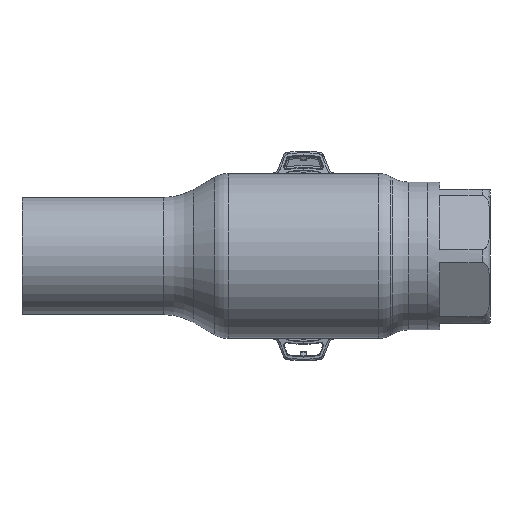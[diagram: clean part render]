
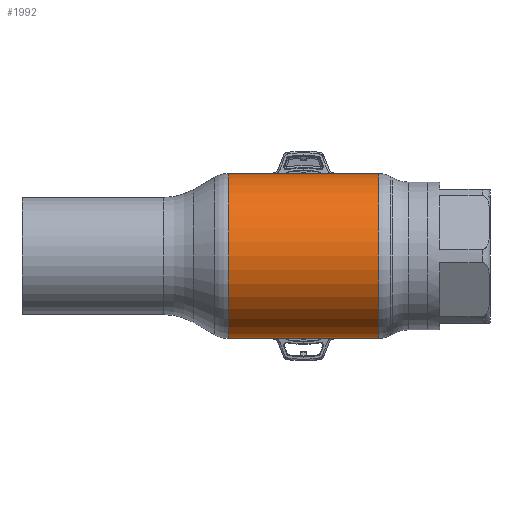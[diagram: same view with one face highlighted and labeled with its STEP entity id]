
A CAD part, front view. The second image highlights one B-rep face of the part: STEP entity #1992.
In plain terms, the highlighted cylindrical face has radius 42.5 mm (diameter 85 mm), a partial arc.
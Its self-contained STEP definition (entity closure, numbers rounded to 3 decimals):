
#880 = VECTOR ( 'NONE', #24500, 1000. ) ;
#1008 = EDGE_LOOP ( 'NONE', ( #14665, #20096, #10463, #27311 ) ) ;
#1139 = CARTESIAN_POINT ( 'NONE',  ( -38.749, 0., 42.5 ) ) ;
#1339 = CYLINDRICAL_SURFACE ( 'NONE', #9565, 42.5 ) ;
#1844 = DIRECTION ( 'NONE',  ( 0., 0., 1. ) ) ;
#1992 = ADVANCED_FACE ( 'NONE', ( #18728 ), #1339, .T. ) ;
#2467 = CARTESIAN_POINT ( 'NONE',  ( -62.69, 0., -42.5 ) ) ;
#4159 = CARTESIAN_POINT ( 'NONE',  ( -38.749, 0., 0. ) ) ;
#6987 = CARTESIAN_POINT ( 'NONE',  ( -38.749, 0., -42.5 ) ) ;
#7659 = CIRCLE ( 'NONE', #30193, 42.5 ) ;
#8052 = EDGE_CURVE ( 'NONE', #21731, #18057, #29745, .T. ) ;
#8262 = AXIS2_PLACEMENT_3D ( 'NONE', #4159, #16585, #1844 ) ;
#9565 = AXIS2_PLACEMENT_3D ( 'NONE', #32144, #27089, #19664 ) ;
#10463 = ORIENTED_EDGE ( 'NONE', *, *, #30149, .T. ) ;
#10794 = VECTOR ( 'NONE', #19863, 1000. ) ;
#14665 = ORIENTED_EDGE ( 'NONE', *, *, #29032, .F. ) ;
#16128 = CARTESIAN_POINT ( 'NONE',  ( 38.749, 0., 42.5 ) ) ;
#16585 = DIRECTION ( 'NONE',  ( -1., 0., 0. ) ) ;
#18057 = VERTEX_POINT ( 'NONE', #1139 ) ;
#18728 = FACE_OUTER_BOUND ( 'NONE', #1008, .T. ) ;
#19664 = DIRECTION ( 'NONE',  ( 0., 0., 1. ) ) ;
#19863 = DIRECTION ( 'NONE',  ( -1., 0., 0. ) ) ;
#20096 = ORIENTED_EDGE ( 'NONE', *, *, #31743, .T. ) ;
#21020 = CARTESIAN_POINT ( 'NONE',  ( 38.749, 0., 0. ) ) ;
#21731 = VERTEX_POINT ( 'NONE', #6987 ) ;
#24316 = LINE ( 'NONE', #26979, #880 ) ;
#24500 = DIRECTION ( 'NONE',  ( -1., 0., 0. ) ) ;
#26289 = DIRECTION ( 'NONE',  ( -1., 0., 0. ) ) ;
#26979 = CARTESIAN_POINT ( 'NONE',  ( -62.69, 0., 42.5 ) ) ;
#27089 = DIRECTION ( 'NONE',  ( -1., 0., 0. ) ) ;
#27311 = ORIENTED_EDGE ( 'NONE', *, *, #8052, .F. ) ;
#27889 = VERTEX_POINT ( 'NONE', #16128 ) ;
#29032 = EDGE_CURVE ( 'NONE', #30420, #21731, #29869, .T. ) ;
#29745 = CIRCLE ( 'NONE', #8262, 42.5 ) ;
#29869 = LINE ( 'NONE', #2467, #10794 ) ;
#30149 = EDGE_CURVE ( 'NONE', #27889, #18057, #24316, .T. ) ;
#30193 = AXIS2_PLACEMENT_3D ( 'NONE', #21020, #26289, #30843 ) ;
#30420 = VERTEX_POINT ( 'NONE', #31805 ) ;
#30843 = DIRECTION ( 'NONE',  ( 0., 0., 1. ) ) ;
#31743 = EDGE_CURVE ( 'NONE', #30420, #27889, #7659, .T. ) ;
#31805 = CARTESIAN_POINT ( 'NONE',  ( 38.749, 0., -42.5 ) ) ;
#32144 = CARTESIAN_POINT ( 'NONE',  ( -62.69, 0., 0. ) ) ;
